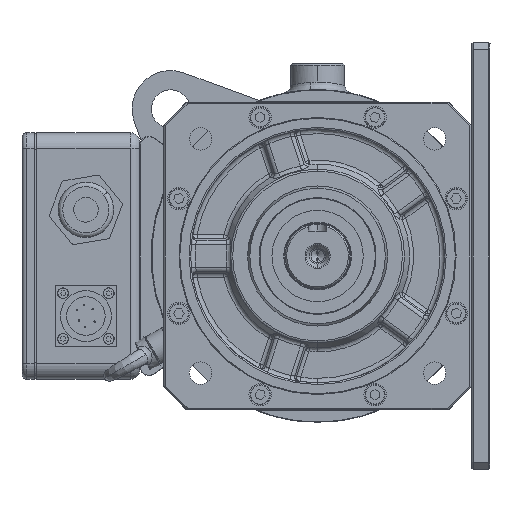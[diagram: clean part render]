
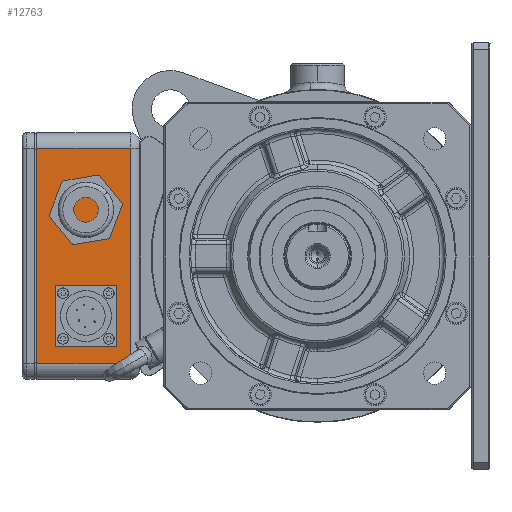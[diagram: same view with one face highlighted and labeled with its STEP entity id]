
A CAD part, left-side view. The second image highlights one B-rep face of the part: STEP entity #12763.
In plain terms, the highlighted planar face has unit normal (-1, 0, 0).
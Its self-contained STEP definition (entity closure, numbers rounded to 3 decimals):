
#1600 = VECTOR ( 'NONE', #12755, 1000. ) ;
#8575 = EDGE_CURVE ( 'NONE', #37638, #60581, #53230, .T. ) ;
#8810 = ORIENTED_EDGE ( 'NONE', *, *, #37701, .T. ) ;
#10177 = DIRECTION ( 'NONE',  ( 0., 1., 0. ) ) ;
#12755 = DIRECTION ( 'NONE',  ( 0., 0., 1. ) ) ;
#12763 = ADVANCED_FACE ( 'NONE', ( #43205 ), #26482, .F. ) ;
#15014 = CARTESIAN_POINT ( 'NONE',  ( 304.5, 182.5, 70. ) ) ;
#17510 = ORIENTED_EDGE ( 'NONE', *, *, #53143, .F. ) ;
#18439 = CARTESIAN_POINT ( 'NONE',  ( 304.5, 182.5, -80. ) ) ;
#19636 = CARTESIAN_POINT ( 'NONE',  ( 304.5, 182.5, 70. ) ) ;
#26309 = VERTEX_POINT ( 'NONE', #42054 ) ;
#26482 = PLANE ( 'NONE',  #26644 ) ;
#26644 = AXIS2_PLACEMENT_3D ( 'NONE', #54199, #64140, #10177 ) ;
#28878 = DIRECTION ( 'NONE',  ( 0., 0., 1. ) ) ;
#29290 = EDGE_LOOP ( 'NONE', ( #17510, #35081, #57666, #8810 ) ) ;
#31896 = CARTESIAN_POINT ( 'NONE',  ( 304.5, 182.5, -70. ) ) ;
#35081 = ORIENTED_EDGE ( 'NONE', *, *, #8575, .T. ) ;
#35450 = VECTOR ( 'NONE', #69549, 1000. ) ;
#37638 = VERTEX_POINT ( 'NONE', #40962 ) ;
#37701 = EDGE_CURVE ( 'NONE', #26309, #46171, #57262, .T. ) ;
#38890 = EDGE_CURVE ( 'NONE', #60581, #26309, #39918, .T. ) ;
#39918 = LINE ( 'NONE', #45938, #70038 ) ;
#40962 = CARTESIAN_POINT ( 'NONE',  ( 304.5, 182.5, -70. ) ) ;
#42054 = CARTESIAN_POINT ( 'NONE',  ( 304.5, 121.5, 70. ) ) ;
#43205 = FACE_OUTER_BOUND ( 'NONE', #29290, .T. ) ;
#45788 = LINE ( 'NONE', #18439, #1600 ) ;
#45938 = CARTESIAN_POINT ( 'NONE',  ( 304.5, 121.5, -80. ) ) ;
#46171 = VERTEX_POINT ( 'NONE', #19636 ) ;
#46696 = CARTESIAN_POINT ( 'NONE',  ( 304.5, 121.5, -70. ) ) ;
#53143 = EDGE_CURVE ( 'NONE', #37638, #46171, #45788, .T. ) ;
#53230 = LINE ( 'NONE', #31896, #35450 ) ;
#54199 = CARTESIAN_POINT ( 'NONE',  ( 304.5, 182.5, -80. ) ) ;
#55145 = VECTOR ( 'NONE', #68957, 1000. ) ;
#57262 = LINE ( 'NONE', #15014, #55145 ) ;
#57666 = ORIENTED_EDGE ( 'NONE', *, *, #38890, .T. ) ;
#60581 = VERTEX_POINT ( 'NONE', #46696 ) ;
#64140 = DIRECTION ( 'NONE',  ( 1., 0., 0. ) ) ;
#68957 = DIRECTION ( 'NONE',  ( 0., 1., 0. ) ) ;
#69549 = DIRECTION ( 'NONE',  ( 0., -1., 0. ) ) ;
#70038 = VECTOR ( 'NONE', #28878, 1000. ) ;
